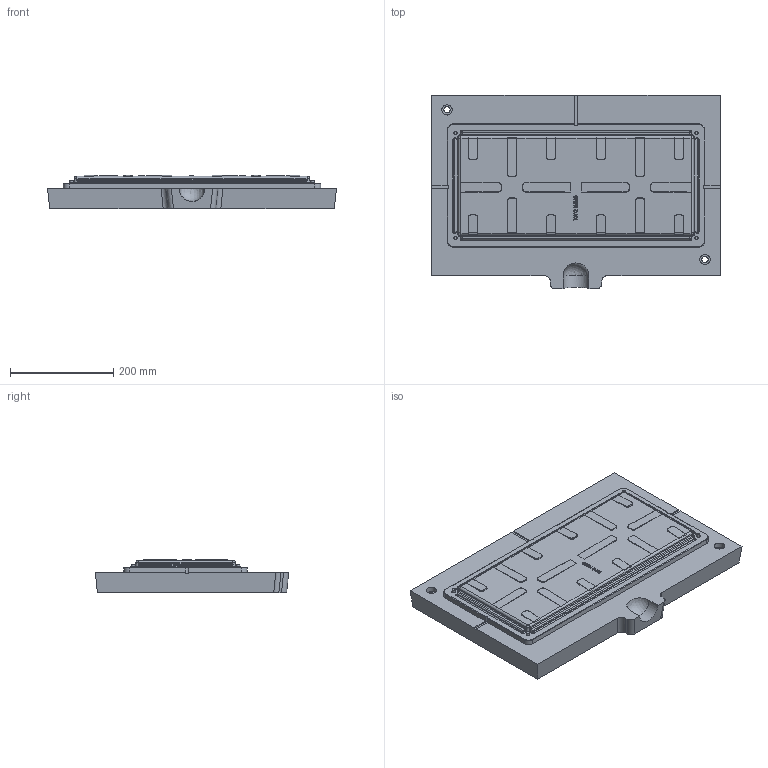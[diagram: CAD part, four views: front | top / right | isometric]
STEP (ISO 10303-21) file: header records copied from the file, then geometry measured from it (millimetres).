
FILE_DESCRIPTION(/* description */ (''),/* implementation_level */ '2;1');
FILE_NAME(/* name */ 'Верхний_кокиль.stp',/* time_stamp */ '2022-01-27T13:49:51+05:00',/* author */ (''),/* organization */ (''),/* preprocessor_version */ 'ST-DEVELOPER v16.7',/* originating_system */ 'SIEMENS PLM Software NX 12.0',/* authorisation */ '');
FILE_SCHEMA (('AUTOMOTIVE_DESIGN { 1 0 10303 214 3 1 1 1 }'));
Length unit declared in the file: millimetre
Products named in the file (1): Верхний_кокиль
Bounding box: 560 x 375 x 65.46 mm (x, y, z)
Volume: 10100956.3 mm3; surface area: 494548.5 mm2
Topology: 1 solids, 1 shells, 435 faces, 1129 edges, 698 vertices
Faces by surface type: plane 218, cylinder 100, bspline 60, extrusion 28, sphere 17, cone 8, torus 4
Full cylindrical faces by diameter (mm): 12 x2, 20 x2
Entity records: 15007 total; most frequent: CARTESIAN_POINT 5179, ORIENTED_EDGE 2178, DIRECTION 1772, EDGE_CURVE 1089, VERTEX_POINT 696, AXIS2_PLACEMENT_3D 619, VECTOR 534, LINE 506
